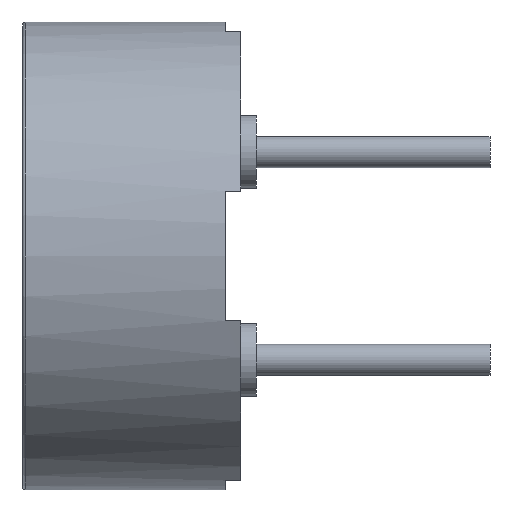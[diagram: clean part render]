
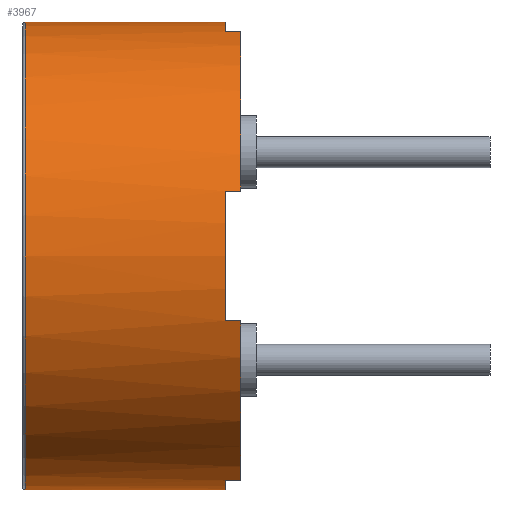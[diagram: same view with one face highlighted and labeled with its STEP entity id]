
A CAD part, left-side view. The second image highlights one B-rep face of the part: STEP entity #3967.
In plain terms, the highlighted cylindrical face has radius 4.5 mm (diameter 9 mm), a partial arc.
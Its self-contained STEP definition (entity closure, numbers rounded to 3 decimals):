
#117 = CARTESIAN_POINT ( 'NONE',  ( -4.323, 0., 1.25 ) ) ;
#147 = CIRCLE ( 'NONE', #3258, 4.5 ) ;
#152 = VERTEX_POINT ( 'NONE', #7128 ) ;
#326 = EDGE_CURVE ( 'NONE', #816, #6140, #147, .T. ) ;
#376 = VERTEX_POINT ( 'NONE', #1490 ) ;
#391 = CARTESIAN_POINT ( 'NONE',  ( 0., 4.15, 4.5 ) ) ;
#498 = CARTESIAN_POINT ( 'NONE',  ( 0., 0., 4.5 ) ) ;
#658 = VERTEX_POINT ( 'NONE', #5276 ) ;
#777 = AXIS2_PLACEMENT_3D ( 'NONE', #5933, #2384, #6535 ) ;
#786 = VECTOR ( 'NONE', #820, 1000. ) ;
#816 = VERTEX_POINT ( 'NONE', #391 ) ;
#820 = DIRECTION ( 'NONE',  ( 0., -1., 0. ) ) ;
#829 = CARTESIAN_POINT ( 'NONE',  ( 0., 4.15, 0. ) ) ;
#969 = EDGE_LOOP ( 'NONE', ( #5555, #2287, #1758, #5962, #5823, #4379, #3190, #4632, #6154, #3577, #5006, #1875 ) ) ;
#990 = AXIS2_PLACEMENT_3D ( 'NONE', #1974, #6137, #2594 ) ;
#995 = EDGE_CURVE ( 'NONE', #5067, #2650, #5868, .T. ) ;
#1011 = CARTESIAN_POINT ( 'NONE',  ( 0., 0.3, 0. ) ) ;
#1077 = VECTOR ( 'NONE', #2567, 1000. ) ;
#1093 = CARTESIAN_POINT ( 'NONE',  ( -4.323, 0.3, 1.25 ) ) ;
#1117 = DIRECTION ( 'NONE',  ( 0., -1., 0. ) ) ;
#1127 = DIRECTION ( 'NONE',  ( 0., 0., -1. ) ) ;
#1244 = VERTEX_POINT ( 'NONE', #3629 ) ;
#1294 = VECTOR ( 'NONE', #1117, 1000. ) ;
#1410 = VERTEX_POINT ( 'NONE', #1093 ) ;
#1432 = DIRECTION ( 'NONE',  ( 0., 0., -1. ) ) ;
#1490 = CARTESIAN_POINT ( 'NONE',  ( -4.323, 0., -1.25 ) ) ;
#1552 = LINE ( 'NONE', #3431, #4934 ) ;
#1622 = DIRECTION ( 'NONE',  ( 0., 0., -1. ) ) ;
#1758 = ORIENTED_EDGE ( 'NONE', *, *, #6198, .T. ) ;
#1875 = ORIENTED_EDGE ( 'NONE', *, *, #1965, .T. ) ;
#1965 = EDGE_CURVE ( 'NONE', #152, #658, #5319, .T. ) ;
#1974 = CARTESIAN_POINT ( 'NONE',  ( 0., 0.3, 0. ) ) ;
#2013 = DIRECTION ( 'NONE',  ( 0., -1., 0. ) ) ;
#2267 = CARTESIAN_POINT ( 'NONE',  ( 0., 0., 0. ) ) ;
#2287 = ORIENTED_EDGE ( 'NONE', *, *, #326, .T. ) ;
#2295 = DIRECTION ( 'NONE',  ( 0., -1., 0. ) ) ;
#2384 = DIRECTION ( 'NONE',  ( 0., 1., 0. ) ) ;
#2567 = DIRECTION ( 'NONE',  ( 0., 1., 0. ) ) ;
#2594 = DIRECTION ( 'NONE',  ( 0., 0., -1. ) ) ;
#2650 = VERTEX_POINT ( 'NONE', #6739 ) ;
#2873 = DIRECTION ( 'NONE',  ( 0., 0., -1. ) ) ;
#2889 = EDGE_CURVE ( 'NONE', #7523, #2650, #7451, .T. ) ;
#2957 = CARTESIAN_POINT ( 'NONE',  ( -1.25, 0., -4.323 ) ) ;
#2992 = CARTESIAN_POINT ( 'NONE',  ( 0., 4.15, -4.5 ) ) ;
#3130 = EDGE_CURVE ( 'NONE', #5415, #376, #1552, .T. ) ;
#3190 = ORIENTED_EDGE ( 'NONE', *, *, #3130, .F. ) ;
#3258 = AXIS2_PLACEMENT_3D ( 'NONE', #829, #5035, #1432 ) ;
#3341 = EDGE_CURVE ( 'NONE', #152, #1244, #5571, .T. ) ;
#3431 = CARTESIAN_POINT ( 'NONE',  ( -4.323, 0., -1.25 ) ) ;
#3522 = AXIS2_PLACEMENT_3D ( 'NONE', #1011, #5219, #1622 ) ;
#3577 = ORIENTED_EDGE ( 'NONE', *, *, #3885, .F. ) ;
#3629 = CARTESIAN_POINT ( 'NONE',  ( -1.25, 0., 4.323 ) ) ;
#3635 = EDGE_CURVE ( 'NONE', #6948, #1410, #6221, .T. ) ;
#3885 = EDGE_CURVE ( 'NONE', #1244, #6948, #6563, .T. ) ;
#3967 = ADVANCED_FACE ( 'NONE', ( #4807 ), #7612, .T. ) ;
#4167 = EDGE_CURVE ( 'NONE', #5415, #1410, #7038, .T. ) ;
#4344 = CARTESIAN_POINT ( 'NONE',  ( -1.25, 0., -4.323 ) ) ;
#4379 = ORIENTED_EDGE ( 'NONE', *, *, #5854, .F. ) ;
#4632 = ORIENTED_EDGE ( 'NONE', *, *, #4167, .T. ) ;
#4684 = CARTESIAN_POINT ( 'NONE',  ( 0., 0., 0. ) ) ;
#4763 = CARTESIAN_POINT ( 'NONE',  ( -4.323, 0., 1.25 ) ) ;
#4807 = FACE_OUTER_BOUND ( 'NONE', #969, .T. ) ;
#4934 = VECTOR ( 'NONE', #6983, 1000. ) ;
#5006 = ORIENTED_EDGE ( 'NONE', *, *, #3341, .F. ) ;
#5035 = DIRECTION ( 'NONE',  ( 0., -1., 0. ) ) ;
#5067 = VERTEX_POINT ( 'NONE', #5236 ) ;
#5121 = DIRECTION ( 'NONE',  ( 0., -1., 0. ) ) ;
#5177 = AXIS2_PLACEMENT_3D ( 'NONE', #2267, #6424, #2873 ) ;
#5219 = DIRECTION ( 'NONE',  ( 0., 1., 0. ) ) ;
#5236 = CARTESIAN_POINT ( 'NONE',  ( 0., 0.3, -4.5 ) ) ;
#5276 = CARTESIAN_POINT ( 'NONE',  ( 0., 0.3, 4.5 ) ) ;
#5319 = CIRCLE ( 'NONE', #777, 4.5 ) ;
#5415 = VERTEX_POINT ( 'NONE', #7720 ) ;
#5555 = ORIENTED_EDGE ( 'NONE', *, *, #6289, .F. ) ;
#5571 = LINE ( 'NONE', #6209, #786 ) ;
#5582 = CARTESIAN_POINT ( 'NONE',  ( 0., 0., 0. ) ) ;
#5823 = ORIENTED_EDGE ( 'NONE', *, *, #2889, .F. ) ;
#5854 = EDGE_CURVE ( 'NONE', #376, #7523, #5982, .T. ) ;
#5868 = CIRCLE ( 'NONE', #3522, 4.5 ) ;
#5933 = CARTESIAN_POINT ( 'NONE',  ( 0., 0.3, 0. ) ) ;
#5962 = ORIENTED_EDGE ( 'NONE', *, *, #995, .T. ) ;
#5982 = CIRCLE ( 'NONE', #6145, 4.5 ) ;
#6031 = VECTOR ( 'NONE', #7729, 1000. ) ;
#6137 = DIRECTION ( 'NONE',  ( 0., 1., 0. ) ) ;
#6140 = VERTEX_POINT ( 'NONE', #2992 ) ;
#6145 = AXIS2_PLACEMENT_3D ( 'NONE', #5582, #2013, #6179 ) ;
#6154 = ORIENTED_EDGE ( 'NONE', *, *, #3635, .F. ) ;
#6179 = DIRECTION ( 'NONE',  ( 0., 0., -1. ) ) ;
#6198 = EDGE_CURVE ( 'NONE', #6140, #5067, #6266, .T. ) ;
#6209 = CARTESIAN_POINT ( 'NONE',  ( -1.25, 0., 4.323 ) ) ;
#6221 = LINE ( 'NONE', #4763, #6031 ) ;
#6266 = LINE ( 'NONE', #6545, #6457 ) ;
#6289 = EDGE_CURVE ( 'NONE', #816, #658, #7683, .T. ) ;
#6424 = DIRECTION ( 'NONE',  ( 0., -1., 0. ) ) ;
#6457 = VECTOR ( 'NONE', #5121, 1000. ) ;
#6535 = DIRECTION ( 'NONE',  ( 0., 0., -1. ) ) ;
#6545 = CARTESIAN_POINT ( 'NONE',  ( 0., 0., -4.5 ) ) ;
#6563 = CIRCLE ( 'NONE', #5177, 4.5 ) ;
#6739 = CARTESIAN_POINT ( 'NONE',  ( -1.25, 0.3, -4.323 ) ) ;
#6948 = VERTEX_POINT ( 'NONE', #117 ) ;
#6983 = DIRECTION ( 'NONE',  ( 0., -1., 0. ) ) ;
#7038 = CIRCLE ( 'NONE', #990, 4.5 ) ;
#7128 = CARTESIAN_POINT ( 'NONE',  ( -1.25, 0.3, 4.323 ) ) ;
#7451 = LINE ( 'NONE', #4344, #1077 ) ;
#7523 = VERTEX_POINT ( 'NONE', #2957 ) ;
#7568 = AXIS2_PLACEMENT_3D ( 'NONE', #4684, #2295, #1127 ) ;
#7612 = CYLINDRICAL_SURFACE ( 'NONE', #7568, 4.5 ) ;
#7683 = LINE ( 'NONE', #498, #1294 ) ;
#7720 = CARTESIAN_POINT ( 'NONE',  ( -4.323, 0.3, -1.25 ) ) ;
#7729 = DIRECTION ( 'NONE',  ( 0., 1., 0. ) ) ;
